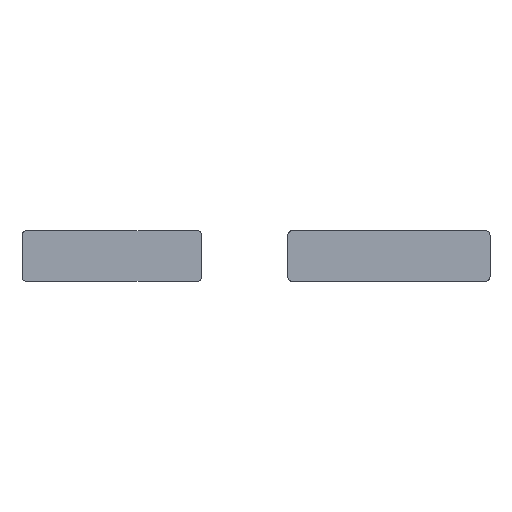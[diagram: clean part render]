
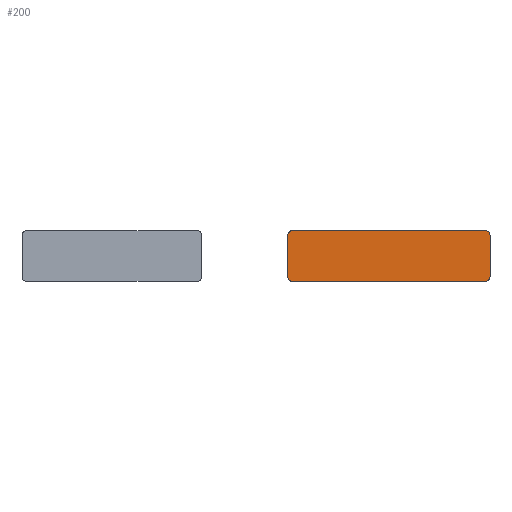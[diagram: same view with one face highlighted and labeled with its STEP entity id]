
A CAD part, top view. The second image highlights one B-rep face of the part: STEP entity #200.
In plain terms, the highlighted planar face has unit normal (0, 0, 1).
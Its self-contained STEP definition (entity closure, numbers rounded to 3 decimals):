
#200=ADVANCED_FACE('',(#584),#5364,.T.);
#584=FACE_OUTER_BOUND('',#968,.T.);
#968=EDGE_LOOP('',(#1400,#1401,#1402,#1403,#1404,#1405,#1406,#1407));
#1400=ORIENTED_EDGE('',*,*,#3099,.T.);
#1401=ORIENTED_EDGE('',*,*,#3111,.T.);
#1402=ORIENTED_EDGE('',*,*,#3093,.T.);
#1403=ORIENTED_EDGE('',*,*,#3109,.T.);
#1404=ORIENTED_EDGE('',*,*,#3095,.T.);
#1405=ORIENTED_EDGE('',*,*,#3113,.T.);
#1406=ORIENTED_EDGE('',*,*,#3097,.T.);
#1407=ORIENTED_EDGE('',*,*,#3115,.T.);
#3093=EDGE_CURVE('',#4815,#4814,#4061,.T.);
#3095=EDGE_CURVE('',#4819,#4818,#4063,.T.);
#3097=EDGE_CURVE('',#4823,#4822,#4065,.T.);
#3099=EDGE_CURVE('',#4827,#4826,#4067,.T.);
#3109=EDGE_CURVE('',#4814,#4819,#3941,.T.);
#3111=EDGE_CURVE('',#4826,#4815,#3943,.T.);
#3113=EDGE_CURVE('',#4818,#4823,#3945,.T.);
#3115=EDGE_CURVE('',#4822,#4827,#3947,.T.);
#3941=(
BOUNDED_CURVE()
B_SPLINE_CURVE(2,(#6161,#6162,#6163),.UNSPECIFIED.,.F.,.F.)
B_SPLINE_CURVE_WITH_KNOTS((3,3),(0.,62.832),.UNSPECIFIED.)
CURVE()
GEOMETRIC_REPRESENTATION_ITEM()
RATIONAL_B_SPLINE_CURVE((1.,0.707,1.))
REPRESENTATION_ITEM('')
);
#3943=(
BOUNDED_CURVE()
B_SPLINE_CURVE(2,(#6167,#6168,#6169),.UNSPECIFIED.,.F.,.F.)
B_SPLINE_CURVE_WITH_KNOTS((3,3),(-62.832,0.),.UNSPECIFIED.)
CURVE()
GEOMETRIC_REPRESENTATION_ITEM()
RATIONAL_B_SPLINE_CURVE((1.,0.707,1.))
REPRESENTATION_ITEM('')
);
#3945=(
BOUNDED_CURVE()
B_SPLINE_CURVE(2,(#6173,#6174,#6175),.UNSPECIFIED.,.F.,.F.)
B_SPLINE_CURVE_WITH_KNOTS((3,3),(0.,62.832),.UNSPECIFIED.)
CURVE()
GEOMETRIC_REPRESENTATION_ITEM()
RATIONAL_B_SPLINE_CURVE((1.,0.707,1.))
REPRESENTATION_ITEM('')
);
#3947=(
BOUNDED_CURVE()
B_SPLINE_CURVE(2,(#6179,#6180,#6181),.UNSPECIFIED.,.F.,.F.)
B_SPLINE_CURVE_WITH_KNOTS((3,3),(0.,62.832),.UNSPECIFIED.)
CURVE()
GEOMETRIC_REPRESENTATION_ITEM()
RATIONAL_B_SPLINE_CURVE((1.,0.707,1.))
REPRESENTATION_ITEM('')
);
#4061=B_SPLINE_CURVE_WITH_KNOTS('',1,(#6128,#6129),.UNSPECIFIED.,.F.,.F.,
(2,2),(40.,1760.),.UNSPECIFIED.);
#4063=B_SPLINE_CURVE_WITH_KNOTS('',1,(#6132,#6133),.UNSPECIFIED.,.F.,.F.,
(2,2),(1840.,2210.),.UNSPECIFIED.);
#4065=B_SPLINE_CURVE_WITH_KNOTS('',1,(#6136,#6137),.UNSPECIFIED.,.F.,.F.,
(2,2),(2290.,4010.),.UNSPECIFIED.);
#4067=B_SPLINE_CURVE_WITH_KNOTS('',1,(#6140,#6141),.UNSPECIFIED.,.F.,.F.,
(2,2),(4090.,4460.),.UNSPECIFIED.);
#4814=VERTEX_POINT('',#6112);
#4815=VERTEX_POINT('',#6113);
#4818=VERTEX_POINT('',#6116);
#4819=VERTEX_POINT('',#6117);
#4822=VERTEX_POINT('',#6120);
#4823=VERTEX_POINT('',#6121);
#4826=VERTEX_POINT('',#6124);
#4827=VERTEX_POINT('',#6125);
#5364=PLANE('',#5628);
#5628=AXIS2_PLACEMENT_3D('',#6082,#5807,$);
#5807=DIRECTION('',(0.,0.,1.));
#6082=CARTESIAN_POINT('',(2738.638,-167.609,23.777));
#6112=CARTESIAN_POINT('',(4498.638,-167.609,23.777));
#6113=CARTESIAN_POINT('',(2778.638,-167.609,23.777));
#6116=CARTESIAN_POINT('',(4538.638,242.391,23.777));
#6117=CARTESIAN_POINT('',(4538.638,-127.609,23.777));
#6120=CARTESIAN_POINT('',(2778.638,282.391,23.777));
#6121=CARTESIAN_POINT('',(4498.638,282.391,23.777));
#6124=CARTESIAN_POINT('',(2738.638,-127.609,23.777));
#6125=CARTESIAN_POINT('',(2738.638,242.391,23.777));
#6128=CARTESIAN_POINT('',(2778.638,-167.609,23.777));
#6129=CARTESIAN_POINT('',(4498.638,-167.609,23.777));
#6132=CARTESIAN_POINT('',(4538.638,-127.609,23.777));
#6133=CARTESIAN_POINT('',(4538.638,242.391,23.777));
#6136=CARTESIAN_POINT('',(4498.638,282.391,23.777));
#6137=CARTESIAN_POINT('',(2778.638,282.391,23.777));
#6140=CARTESIAN_POINT('',(2738.638,242.391,23.777));
#6141=CARTESIAN_POINT('',(2738.638,-127.609,23.777));
#6161=CARTESIAN_POINT('',(4498.638,-167.609,23.777));
#6162=CARTESIAN_POINT('',(4538.638,-167.609,23.777));
#6163=CARTESIAN_POINT('',(4538.638,-127.609,23.777));
#6167=CARTESIAN_POINT('',(2738.638,-127.609,23.777));
#6168=CARTESIAN_POINT('',(2738.638,-167.609,23.777));
#6169=CARTESIAN_POINT('',(2778.638,-167.609,23.777));
#6173=CARTESIAN_POINT('',(4538.638,242.391,23.777));
#6174=CARTESIAN_POINT('',(4538.638,282.391,23.777));
#6175=CARTESIAN_POINT('',(4498.638,282.391,23.777));
#6179=CARTESIAN_POINT('',(2778.638,282.391,23.777));
#6180=CARTESIAN_POINT('',(2738.638,282.391,23.777));
#6181=CARTESIAN_POINT('',(2738.638,242.391,23.777));
